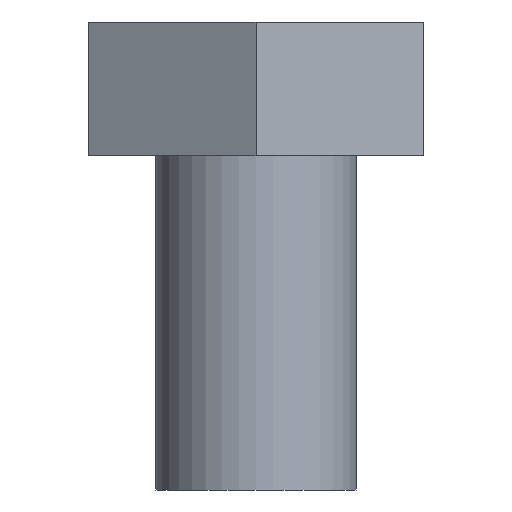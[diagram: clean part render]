
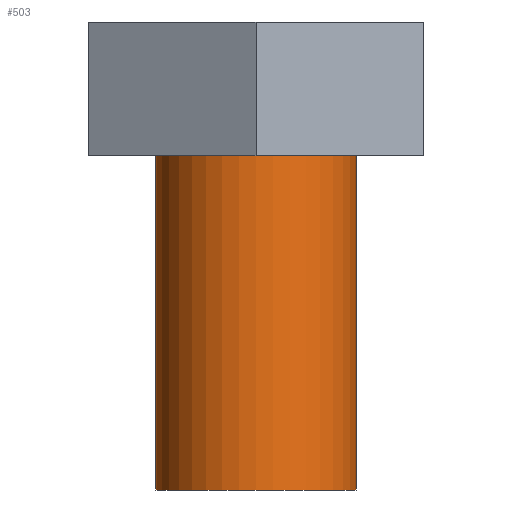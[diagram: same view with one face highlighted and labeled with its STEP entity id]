
A CAD part, front view. The second image highlights one B-rep face of the part: STEP entity #503.
In plain terms, the highlighted cylindrical face has radius 3 mm (diameter 6 mm), a partial arc.
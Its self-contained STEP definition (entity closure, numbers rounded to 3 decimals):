
#118 = DIRECTION ( 'NONE',  ( 1., 0., 0. ) ) ;
#119 = DIRECTION ( 'NONE',  ( 0., 0., -1. ) ) ;
#120 = CARTESIAN_POINT ( 'NONE',  ( 0., 0., 0. ) ) ;
#121 = AXIS2_PLACEMENT_3D ( 'NONE', #120, #119, #118 ) ;
#122 = CIRCLE ( 'NONE', #121, 3. ) ;
#161 = CARTESIAN_POINT ( 'NONE',  ( -3., 0., -10. ) ) ;
#191 = DIRECTION ( 'NONE',  ( 0., 0., 1. ) ) ;
#192 = VECTOR ( 'NONE', #191, 1000. ) ;
#193 = CARTESIAN_POINT ( 'NONE',  ( 3., 0., -10. ) ) ;
#194 = LINE ( 'NONE', #193, #192 ) ;
#195 = DIRECTION ( 'NONE',  ( 1., 0., 0. ) ) ;
#196 = DIRECTION ( 'NONE',  ( 0., 0., 1. ) ) ;
#197 = CARTESIAN_POINT ( 'NONE',  ( 0., 0., -10. ) ) ;
#198 = AXIS2_PLACEMENT_3D ( 'NONE', #197, #196, #195 ) ;
#199 = CYLINDRICAL_SURFACE ( 'NONE', #198, 3. ) ;
#200 = FACE_OUTER_BOUND ( 'NONE', #494, .T. ) ;
#201 = DIRECTION ( 'NONE',  ( -1., 0., 0. ) ) ;
#202 = DIRECTION ( 'NONE',  ( 0., 0., -1. ) ) ;
#203 = CARTESIAN_POINT ( 'NONE',  ( 0., 0., -10. ) ) ;
#204 = AXIS2_PLACEMENT_3D ( 'NONE', #203, #202, #201 ) ;
#205 = CIRCLE ( 'NONE', #204, 3. ) ;
#234 = CARTESIAN_POINT ( 'NONE',  ( -3., 0., 0. ) ) ;
#235 = CARTESIAN_POINT ( 'NONE',  ( 3., 0., 0. ) ) ;
#236 = DIRECTION ( 'NONE',  ( 0., 0., 1. ) ) ;
#237 = VECTOR ( 'NONE', #236, 1000. ) ;
#238 = CARTESIAN_POINT ( 'NONE',  ( -3., 0., -10. ) ) ;
#239 = LINE ( 'NONE', #238, #237 ) ;
#279 = CARTESIAN_POINT ( 'NONE',  ( 3., 0., -10. ) ) ;
#397 = EDGE_CURVE ( 'NONE', #457, #458, #122, .T. ) ;
#445 = VERTEX_POINT ( 'NONE', #161 ) ;
#446 = VERTEX_POINT ( 'NONE', #279 ) ;
#456 = EDGE_CURVE ( 'NONE', #445, #458, #239, .T. ) ;
#457 = VERTEX_POINT ( 'NONE', #235 ) ;
#458 = VERTEX_POINT ( 'NONE', #234 ) ;
#464 = EDGE_CURVE ( 'NONE', #446, #457, #194, .T. ) ;
#487 = ORIENTED_EDGE ( 'NONE', *, *, #464, .T. ) ;
#488 = ORIENTED_EDGE ( 'NONE', *, *, #397, .T. ) ;
#494 = EDGE_LOOP ( 'NONE', ( #495, #496, #487, #488 ) ) ;
#495 = ORIENTED_EDGE ( 'NONE', *, *, #456, .F. ) ;
#496 = ORIENTED_EDGE ( 'NONE', *, *, #497, .F. ) ;
#497 = EDGE_CURVE ( 'NONE', #446, #445, #205, .T. ) ;
#503 = ADVANCED_FACE ( 'NONE', ( #200 ), #199, .T. ) ;
